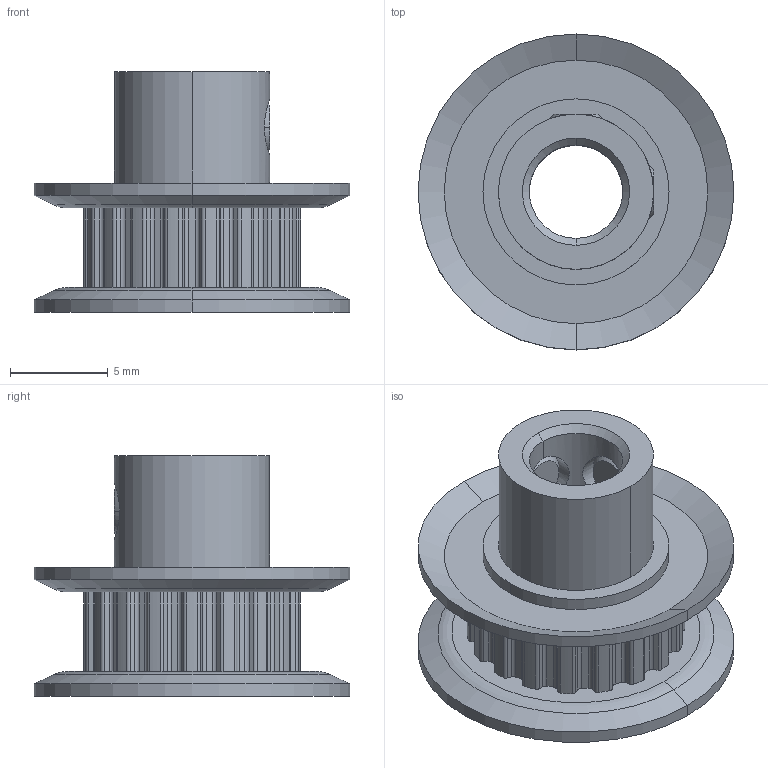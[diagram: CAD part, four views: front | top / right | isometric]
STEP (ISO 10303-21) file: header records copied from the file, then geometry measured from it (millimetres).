
FILE_DESCRIPTION((''),'2;1');
FILE_NAME('18MP012-6FA2','2022-04-12T20:04:40',('Administrator'),(''),'CREO PARAMETRIC BY PTC INC, 2019292','CREO PARAMETRIC BY PTC INC, 2019292','');
FILE_SCHEMA(('AUTOMOTIVE_DESIGN { 1 0 10303 214 1 1 1 1 }'));
Length unit declared in the file: inch
Products named in the file (1): 18MP012-6FA2
Bounding box: 16.13 x 16.13 x 12.29 mm (x, y, z)
Volume: 770.5 mm3; surface area: 1241.3 mm2
Topology: 1 solids, 1 shells, 213 faces, 590 edges, 388 vertices
Faces by surface type: cylinder 110, plane 79, cone 20, torus 4
Entity records: 9266 total; most frequent: CARTESIAN_POINT 1631, DIRECTION 1258, ORIENTED_EDGE 1180, PRESENTATION_STYLE_ASSIGNMENT 591, STYLED_ITEM 591, CURVE_STYLE 590, EDGE_CURVE 590, AXIS2_PLACEMENT_3D 463
